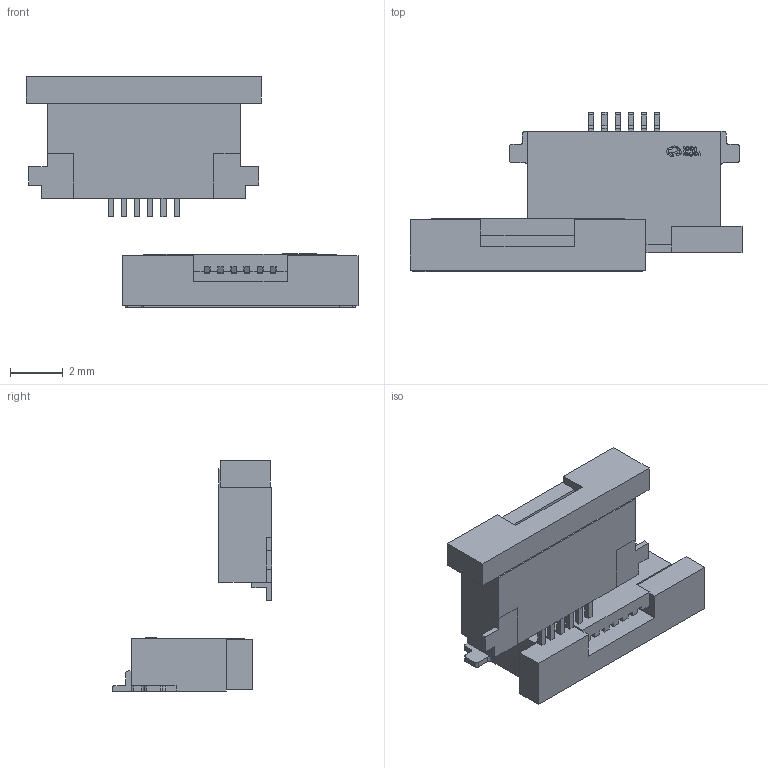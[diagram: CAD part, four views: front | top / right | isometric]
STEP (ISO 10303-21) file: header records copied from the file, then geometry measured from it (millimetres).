
FILE_DESCRIPTION (( 'STEP AP214' ), '1' );
FILE_NAME ('FPC-SMD_6P-P0.50_06FLZ-SM2-TB.step', '2022-07-06T11:54:06', ( '' ), ( '' ), 'SwSTEP 2.0', 'SolidWorks 2020', '' );
FILE_SCHEMA (( 'AUTOMOTIVE_DESIGN' ));
Length unit declared in the file: millimetre
Products named in the file (1): FPC-SMD_6P-P0.50_06FLZ-SM2-TB
Bounding box: 12.55 x 6.03 x 8.72 mm (x, y, z)
Volume: 130 mm3; surface area: 319.3 mm2
Topology: 3 solids, 3 shells, 558 faces, 1546 edges, 1020 vertices
Faces by surface type: plane 406, bspline 112, cylinder 40
Entity records: 22336 total; most frequent: CARTESIAN_POINT 5229, ORIENTED_EDGE 3092, DIRECTION 2292, EDGE_CURVE 1546, LINE 1238, VECTOR 1238, VERTEX_POINT 1020, EDGE_LOOP 584
